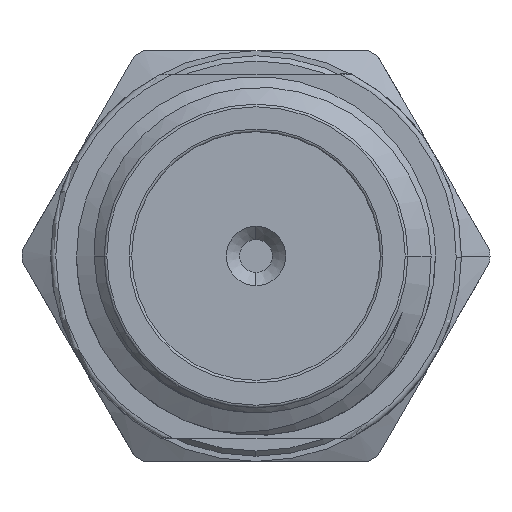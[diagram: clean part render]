
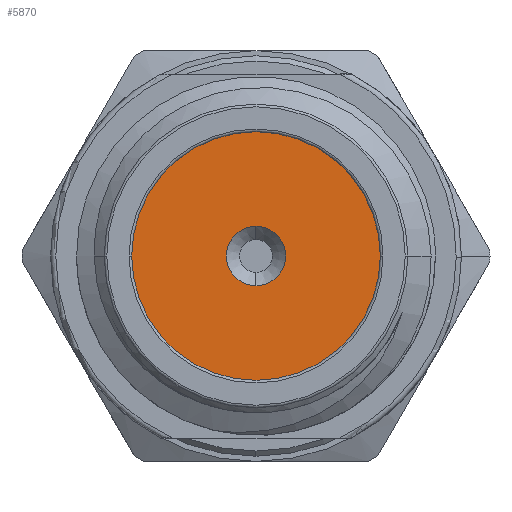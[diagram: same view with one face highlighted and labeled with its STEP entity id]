
A CAD part, left-side view. The second image highlights one B-rep face of the part: STEP entity #5870.
In plain terms, the highlighted planar face has unit normal (-1, 0, 0).
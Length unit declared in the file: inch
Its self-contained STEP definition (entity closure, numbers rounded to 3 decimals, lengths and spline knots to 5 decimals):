
#351 = CARTESIAN_POINT ( 'NONE',  ( 0.12008, 0., 0. ) ) ;
#469 = CARTESIAN_POINT ( 'NONE',  ( 0.12008, 0., 0. ) ) ;
#551 = EDGE_LOOP ( 'NONE', ( #3884, #4404 ) ) ;
#679 = DIRECTION ( 'NONE',  ( 0., 1., 0. ) ) ;
#736 = AXIS2_PLACEMENT_3D ( 'NONE', #2367, #6897, #4614 ) ;
#912 = VERTEX_POINT ( 'NONE', #1670 ) ;
#1670 = CARTESIAN_POINT ( 'NONE',  ( 0.12008, 0.09409, 0. ) ) ;
#1687 = VERTEX_POINT ( 'NONE', #3360 ) ;
#2030 = FACE_OUTER_BOUND ( 'NONE', #4448, .T. ) ;
#2155 = CARTESIAN_POINT ( 'NONE',  ( 0.12008, 0., 0. ) ) ;
#2194 = EDGE_CURVE ( 'NONE', #2284, #1687, #6278, .T. ) ;
#2284 = VERTEX_POINT ( 'NONE', #5732 ) ;
#2367 = CARTESIAN_POINT ( 'NONE',  ( 0.12008, 0., 0. ) ) ;
#2782 = CIRCLE ( 'NONE', #3721, 0.09409 ) ;
#2908 = ORIENTED_EDGE ( 'NONE', *, *, #7187, .T. ) ;
#3139 = DIRECTION ( 'NONE',  ( 0., 0., 1. ) ) ;
#3176 = PLANE ( 'NONE',  #6197 ) ;
#3208 = DIRECTION ( 'NONE',  ( -1., 0., 0. ) ) ;
#3360 = CARTESIAN_POINT ( 'NONE',  ( 0.12008, 0., 0.0225 ) ) ;
#3361 = CARTESIAN_POINT ( 'NONE',  ( 0.12008, -0.09409, 0. ) ) ;
#3541 = EDGE_CURVE ( 'NONE', #1687, #2284, #6552, .T. ) ;
#3721 = AXIS2_PLACEMENT_3D ( 'NONE', #6275, #6433, #679 ) ;
#3884 = ORIENTED_EDGE ( 'NONE', *, *, #3541, .T. ) ;
#4108 = ORIENTED_EDGE ( 'NONE', *, *, #6261, .F. ) ;
#4404 = ORIENTED_EDGE ( 'NONE', *, *, #2194, .T. ) ;
#4448 = EDGE_LOOP ( 'NONE', ( #2908, #4108 ) ) ;
#4614 = DIRECTION ( 'NONE',  ( 0., 0., 1. ) ) ;
#4615 = AXIS2_PLACEMENT_3D ( 'NONE', #469, #4991, #7270 ) ;
#4991 = DIRECTION ( 'NONE',  ( 1., 0., 0. ) ) ;
#5005 = DIRECTION ( 'NONE',  ( 1., 0., 0. ) ) ;
#5376 = AXIS2_PLACEMENT_3D ( 'NONE', #2155, #5005, #6158 ) ;
#5436 = FACE_BOUND ( 'NONE', #551, .T. ) ;
#5732 = CARTESIAN_POINT ( 'NONE',  ( 0.12008, 0., -0.0225 ) ) ;
#5870 = ADVANCED_FACE ( 'NONE', ( #5436, #2030 ), #3176, .T. ) ;
#6158 = DIRECTION ( 'NONE',  ( 0., 1., 0. ) ) ;
#6197 = AXIS2_PLACEMENT_3D ( 'NONE', #351, #3208, #3139 ) ;
#6261 = EDGE_CURVE ( 'NONE', #912, #6820, #6569, .T. ) ;
#6275 = CARTESIAN_POINT ( 'NONE',  ( 0.12008, 0., 0. ) ) ;
#6278 = CIRCLE ( 'NONE', #4615, 0.0225 ) ;
#6433 = DIRECTION ( 'NONE',  ( -1., 0., 0. ) ) ;
#6552 = CIRCLE ( 'NONE', #736, 0.0225 ) ;
#6569 = CIRCLE ( 'NONE', #5376, 0.09409 ) ;
#6820 = VERTEX_POINT ( 'NONE', #3361 ) ;
#6897 = DIRECTION ( 'NONE',  ( 1., 0., 0. ) ) ;
#7187 = EDGE_CURVE ( 'NONE', #912, #6820, #2782, .T. ) ;
#7270 = DIRECTION ( 'NONE',  ( 0., 0., 1. ) ) ;
